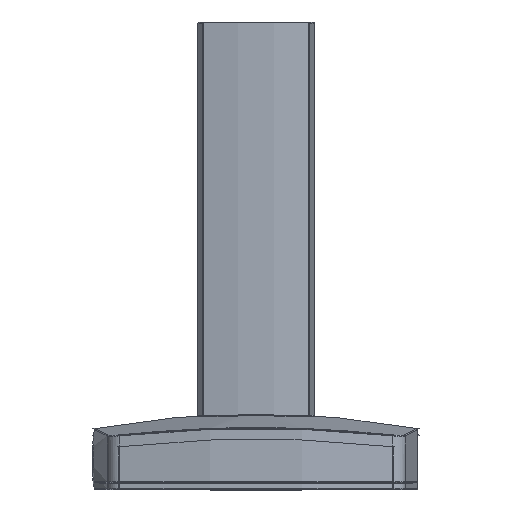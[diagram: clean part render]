
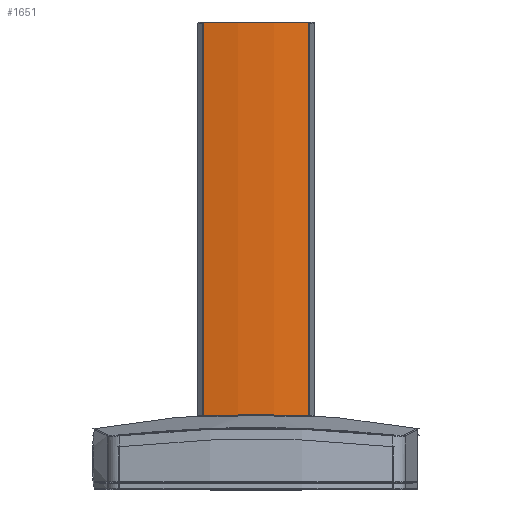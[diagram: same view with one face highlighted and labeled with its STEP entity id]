
A CAD part, top view. The second image highlights one B-rep face of the part: STEP entity #1651.
In plain terms, the highlighted cylindrical face has radius 40 mm (diameter 80 mm), a partial arc.
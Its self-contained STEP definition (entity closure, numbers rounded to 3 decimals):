
#68=CYLINDRICAL_SURFACE('',#1936,40.);
#171=LINE('',#6951,#232);
#174=LINE('',#7057,#235);
#232=VECTOR('',#2372,10.);
#235=VECTOR('',#2413,10.);
#282=B_SPLINE_CURVE_WITH_KNOTS('',3,(#6880,#6881,#6882,#6883,#6884),
 .UNSPECIFIED.,.F.,.F.,(4,1,4),(0.124,0.818,1.742),
 .UNSPECIFIED.);
#407=FACE_OUTER_BOUND('',#525,.T.);
#525=EDGE_LOOP('',(#1491,#1492,#1493,#1494));
#651=CIRCLE('',#1910,40.);
#788=VERTEX_POINT('',#6833);
#790=VERTEX_POINT('',#6839);
#794=VERTEX_POINT('',#6887);
#802=VERTEX_POINT('',#6943);
#1006=EDGE_CURVE('',#790,#788,#282,.T.);
#1021=EDGE_CURVE('',#794,#802,#651,.T.);
#1023=EDGE_CURVE('',#802,#790,#171,.T.);
#1041=EDGE_CURVE('',#788,#794,#174,.T.);
#1491=ORIENTED_EDGE('',*,*,#1021,.F.);
#1492=ORIENTED_EDGE('',*,*,#1041,.F.);
#1493=ORIENTED_EDGE('',*,*,#1006,.F.);
#1494=ORIENTED_EDGE('',*,*,#1023,.F.);
#1651=ADVANCED_FACE('',(#407),#68,.T.);
#1910=AXIS2_PLACEMENT_3D('',#6948,#2367,#2368);
#1936=AXIS2_PLACEMENT_3D('',#7068,#2425,#2426);
#2367=DIRECTION('center_axis',(0.,1.,0.));
#2368=DIRECTION('ref_axis',(0.,0.,1.));
#2372=DIRECTION('',(0.,-1.,0.));
#2413=DIRECTION('',(0.,1.,0.));
#2425=DIRECTION('center_axis',(0.,-1.,0.));
#2426=DIRECTION('ref_axis',(0.,0.,1.));
#6833=CARTESIAN_POINT('',(-8.062,10.22,8.179));
#6839=CARTESIAN_POINT('',(8.062,10.22,8.179));
#6880=CARTESIAN_POINT('Ctrl Pts',(8.062,10.22,8.179));
#6881=CARTESIAN_POINT('Ctrl Pts',(5.792,10.316,8.646));
#6882=CARTESIAN_POINT('Ctrl Pts',(0.395,10.446,9.276));
#6883=CARTESIAN_POINT('Ctrl Pts',(-5.035,10.348,8.802));
#6884=CARTESIAN_POINT('Ctrl Pts',(-8.062,10.22,8.179));
#6887=CARTESIAN_POINT('',(-8.062,70.35,8.179));
#6943=CARTESIAN_POINT('',(8.062,70.35,8.179));
#6948=CARTESIAN_POINT('Origin',(0.,70.35,-31.));
#6951=CARTESIAN_POINT('',(8.062,70.5,8.179));
#7057=CARTESIAN_POINT('',(-8.062,70.5,8.179));
#7068=CARTESIAN_POINT('Origin',(0.,70.5,-31.));
